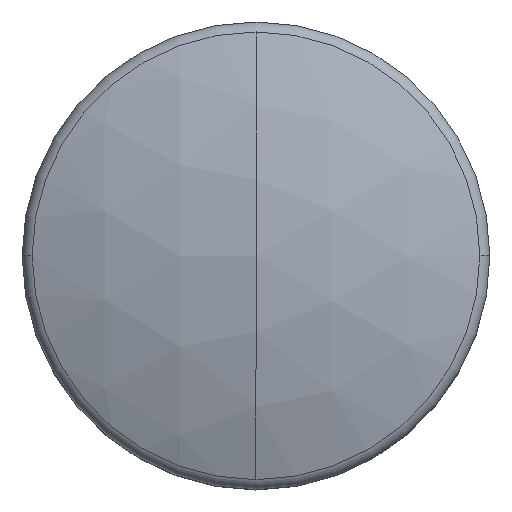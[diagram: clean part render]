
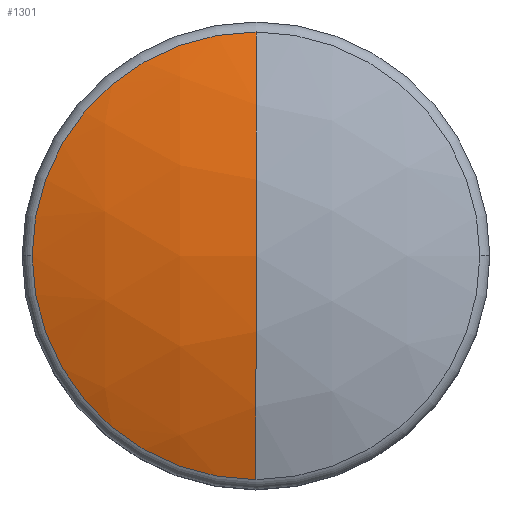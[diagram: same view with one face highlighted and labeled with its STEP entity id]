
A CAD part, top view. The second image highlights one B-rep face of the part: STEP entity #1301.
In plain terms, the highlighted spherical face has radius 40 mm.
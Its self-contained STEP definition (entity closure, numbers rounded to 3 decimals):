
#33 = DIRECTION ( 'NONE',  ( 0., 1., 0. ) ) ;
#60 = DIRECTION ( 'NONE',  ( -1., 0., 0. ) ) ;
#80 = CARTESIAN_POINT ( 'NONE',  ( 0., 0., -40. ) ) ;
#87 = CARTESIAN_POINT ( 'NONE',  ( 0., 14.359, -2.666 ) ) ;
#89 = CARTESIAN_POINT ( 'NONE',  ( -14.359, 0., -2.666 ) ) ;
#93 = DIRECTION ( 'NONE',  ( -1., 0., 0. ) ) ;
#97 = CARTESIAN_POINT ( 'NONE',  ( 0., 0., -2.666 ) ) ;
#98 = DIRECTION ( 'NONE',  ( 0., 0., 1. ) ) ;
#114 = CARTESIAN_POINT ( 'NONE',  ( 0., 0., -2.666 ) ) ;
#119 = DIRECTION ( 'NONE',  ( -1., 0., 0. ) ) ;
#126 = DIRECTION ( 'NONE',  ( 0., 0., 1. ) ) ;
#127 = DIRECTION ( 'NONE',  ( 0., -1., 0. ) ) ;
#128 = DIRECTION ( 'NONE',  ( -1., 0., 0. ) ) ;
#129 = CARTESIAN_POINT ( 'NONE',  ( 0., 0., -40. ) ) ;
#195 = CARTESIAN_POINT ( 'NONE',  ( 0., -14.359, -2.666 ) ) ;
#248 = CIRCLE ( 'NONE', #624, 14.359 ) ;
#250 = CIRCLE ( 'NONE', #619, 40. ) ;
#262 = CIRCLE ( 'NONE', #501, 40. ) ;
#293 = CIRCLE ( 'NONE', #607, 14.359 ) ;
#369 = ORIENTED_EDGE ( 'NONE', *, *, #717, .T. ) ;
#403 = EDGE_LOOP ( 'NONE', ( #404, #406, #369, #407 ) ) ;
#404 = ORIENTED_EDGE ( 'NONE', *, *, #730, .T. ) ;
#406 = ORIENTED_EDGE ( 'NONE', *, *, #716, .T. ) ;
#407 = ORIENTED_EDGE ( 'NONE', *, *, #695, .F. ) ;
#476 = VERTEX_POINT ( 'NONE', #1415 ) ;
#501 = AXIS2_PLACEMENT_3D ( 'NONE', #1421, #1419, #1392 ) ;
#525 = AXIS2_PLACEMENT_3D ( 'NONE', #80, #60, #33 ) ;
#530 = FACE_OUTER_BOUND ( 'NONE', #403, .T. ) ;
#540 = SPHERICAL_SURFACE ( 'NONE', #525, 40. ) ;
#607 = AXIS2_PLACEMENT_3D ( 'NONE', #97, #98, #93 ) ;
#619 = AXIS2_PLACEMENT_3D ( 'NONE', #129, #128, #127 ) ;
#624 = AXIS2_PLACEMENT_3D ( 'NONE', #114, #126, #119 ) ;
#695 = EDGE_CURVE ( 'NONE', #867, #476, #262, .T. ) ;
#716 = EDGE_CURVE ( 'NONE', #870, #857, #248, .T. ) ;
#717 = EDGE_CURVE ( 'NONE', #857, #476, #250, .T. ) ;
#730 = EDGE_CURVE ( 'NONE', #867, #870, #293, .T. ) ;
#857 = VERTEX_POINT ( 'NONE', #195 ) ;
#867 = VERTEX_POINT ( 'NONE', #87 ) ;
#870 = VERTEX_POINT ( 'NONE', #89 ) ;
#1301 = ADVANCED_FACE ( 'NONE', ( #530 ), #540, .T. ) ;
#1392 = DIRECTION ( 'NONE',  ( 0., 0., -1. ) ) ;
#1415 = CARTESIAN_POINT ( 'NONE',  ( 0., 0., 0. ) ) ;
#1419 = DIRECTION ( 'NONE',  ( 1., 0., 0. ) ) ;
#1421 = CARTESIAN_POINT ( 'NONE',  ( 0., 0., -40. ) ) ;
